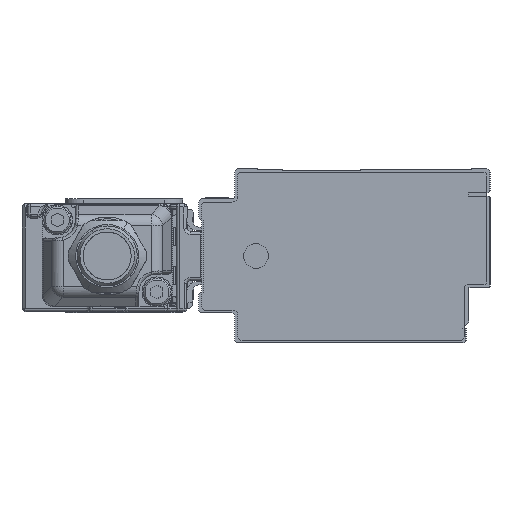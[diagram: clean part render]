
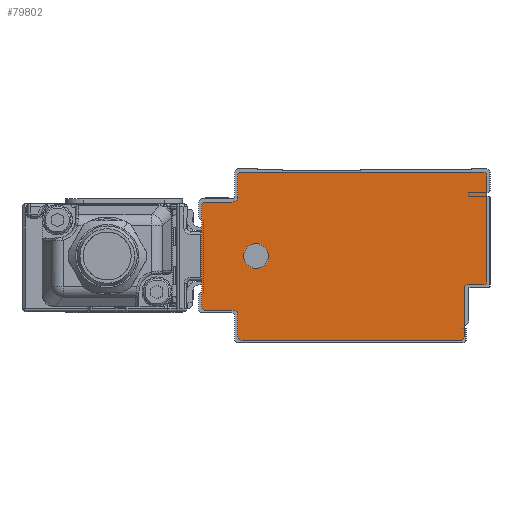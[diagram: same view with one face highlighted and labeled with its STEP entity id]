
A CAD part, left-side view. The second image highlights one B-rep face of the part: STEP entity #79802.
In plain terms, the highlighted planar face has unit normal (-1, 0, 0).
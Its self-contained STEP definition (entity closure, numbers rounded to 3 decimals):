
#78339=AXIS2_PLACEMENT_3D('Circle Axis2P3D',#78337,#78338,$) ;
#78377=AXIS2_PLACEMENT_3D('Circle Axis2P3D',#78375,#78376,$) ;
#78415=AXIS2_PLACEMENT_3D('Circle Axis2P3D',#78413,#78414,$) ;
#78453=AXIS2_PLACEMENT_3D('Circle Axis2P3D',#78451,#78452,$) ;
#79672=AXIS2_PLACEMENT_3D('Circle Axis2P3D',#79670,#79671,$) ;
#79692=AXIS2_PLACEMENT_3D('Plane Axis2P3D',#79689,#79690,#79691) ;
#79696=AXIS2_PLACEMENT_3D('Circle Axis2P3D',#79694,#79695,$) ;
#79710=AXIS2_PLACEMENT_3D('Circle Axis2P3D',#79708,#79709,$) ;
#79724=AXIS2_PLACEMENT_3D('Circle Axis2P3D',#79722,#79723,$) ;
#79738=AXIS2_PLACEMENT_3D('Circle Axis2P3D',#79736,#79737,$) ;
#79752=AXIS2_PLACEMENT_3D('Circle Axis2P3D',#79750,#79751,$) ;
#79786=AXIS2_PLACEMENT_3D('Circle Axis2P3D',#79784,#79785,$) ;
#79795=AXIS2_PLACEMENT_3D('Circle Axis2P3D',#79793,#79794,$) ;
#78295=CARTESIAN_POINT('Line Origine',(-675.5,-3.5,19.1)) ;
#78299=CARTESIAN_POINT('Vertex',(-675.5,-3.5,28.)) ;
#78301=CARTESIAN_POINT('Vertex',(-675.5,-3.5,10.2)) ;
#78337=CARTESIAN_POINT('Axis2P3D Location',(-675.5,-3.,28.)) ;
#78341=CARTESIAN_POINT('Vertex',(-675.5,-3.,28.5)) ;
#78356=CARTESIAN_POINT('Line Origine',(-675.5,17.25,28.5)) ;
#78360=CARTESIAN_POINT('Vertex',(-675.5,37.5,28.5)) ;
#78375=CARTESIAN_POINT('Axis2P3D Location',(-675.5,37.5,28.)) ;
#78379=CARTESIAN_POINT('Vertex',(-675.5,38.,28.)) ;
#78394=CARTESIAN_POINT('Line Origine',(-675.5,38.,26.25)) ;
#78398=CARTESIAN_POINT('Vertex',(-675.5,38.,24.5)) ;
#78413=CARTESIAN_POINT('Axis2P3D Location',(-675.5,39.,24.5)) ;
#78417=CARTESIAN_POINT('Vertex',(-675.5,39.,23.5)) ;
#78432=CARTESIAN_POINT('Line Origine',(-675.5,41.25,23.5)) ;
#78436=CARTESIAN_POINT('Vertex',(-675.5,43.5,23.5)) ;
#78451=CARTESIAN_POINT('Axis2P3D Location',(-675.5,43.5,23.)) ;
#78455=CARTESIAN_POINT('Vertex',(-675.5,44.,23.)) ;
#78470=CARTESIAN_POINT('Line Origine',(-675.5,44.,14.5)) ;
#78474=CARTESIAN_POINT('Vertex',(-675.5,44.,6.)) ;
#79670=CARTESIAN_POINT('Axis2P3D Location',(-675.5,-3.,10.2)) ;
#79674=CARTESIAN_POINT('Vertex',(-675.5,-3.,9.7)) ;
#79689=CARTESIAN_POINT('Axis2P3D Location',(-675.5,0.,0.)) ;
#79694=CARTESIAN_POINT('Axis2P3D Location',(-675.5,43.5,6.)) ;
#79698=CARTESIAN_POINT('Vertex',(-675.5,43.5,5.5)) ;
#79701=CARTESIAN_POINT('Line Origine',(-675.5,41.25,5.5)) ;
#79705=CARTESIAN_POINT('Vertex',(-675.5,39.,5.5)) ;
#79708=CARTESIAN_POINT('Axis2P3D Location',(-675.5,39.,4.5)) ;
#79712=CARTESIAN_POINT('Vertex',(-675.5,38.,4.5)) ;
#79715=CARTESIAN_POINT('Line Origine',(-675.5,38.,2.75)) ;
#79719=CARTESIAN_POINT('Vertex',(-675.5,38.,1.)) ;
#79722=CARTESIAN_POINT('Axis2P3D Location',(-675.5,37.5,1.)) ;
#79726=CARTESIAN_POINT('Vertex',(-675.5,37.5,0.5)) ;
#79729=CARTESIAN_POINT('Line Origine',(-675.5,19.15,0.5)) ;
#79733=CARTESIAN_POINT('Vertex',(-675.5,0.8,0.5)) ;
#79736=CARTESIAN_POINT('Axis2P3D Location',(-675.5,0.8,1.)) ;
#79740=CARTESIAN_POINT('Vertex',(-675.5,0.3,1.)) ;
#79743=CARTESIAN_POINT('Line Origine',(-675.5,0.3,5.1)) ;
#79747=CARTESIAN_POINT('Vertex',(-675.5,0.3,9.2)) ;
#79750=CARTESIAN_POINT('Axis2P3D Location',(-675.5,-0.2,9.2)) ;
#79754=CARTESIAN_POINT('Vertex',(-675.5,-0.2,9.7)) ;
#79757=CARTESIAN_POINT('Line Origine',(-675.5,-1.6,9.7)) ;
#79784=CARTESIAN_POINT('Axis2P3D Location',(-675.5,35.,14.5)) ;
#79788=CARTESIAN_POINT('Vertex',(-675.5,33.186,13.509)) ;
#79790=CARTESIAN_POINT('Vertex',(-675.5,36.814,15.491)) ;
#79793=CARTESIAN_POINT('Axis2P3D Location',(-675.5,35.,14.5)) ;
#78296=DIRECTION('Vector Direction',(0.,0.,-1.)) ;
#78338=DIRECTION('Axis2P3D Direction',(1.,0.,0.)) ;
#78357=DIRECTION('Vector Direction',(0.,1.,0.)) ;
#78376=DIRECTION('Axis2P3D Direction',(1.,0.,0.)) ;
#78395=DIRECTION('Vector Direction',(0.,0.,1.)) ;
#78414=DIRECTION('Axis2P3D Direction',(1.,0.,0.)) ;
#78433=DIRECTION('Vector Direction',(0.,1.,0.)) ;
#78452=DIRECTION('Axis2P3D Direction',(1.,0.,0.)) ;
#78471=DIRECTION('Vector Direction',(0.,0.,1.)) ;
#79671=DIRECTION('Axis2P3D Direction',(1.,0.,0.)) ;
#79690=DIRECTION('Axis2P3D Direction',(1.,0.,0.)) ;
#79691=DIRECTION('Axis2P3D XDirection',(0.,1.,0.)) ;
#79695=DIRECTION('Axis2P3D Direction',(1.,0.,0.)) ;
#79702=DIRECTION('Vector Direction',(0.,-1.,0.)) ;
#79709=DIRECTION('Axis2P3D Direction',(1.,0.,0.)) ;
#79716=DIRECTION('Vector Direction',(0.,0.,1.)) ;
#79723=DIRECTION('Axis2P3D Direction',(1.,0.,0.)) ;
#79730=DIRECTION('Vector Direction',(0.,-1.,0.)) ;
#79737=DIRECTION('Axis2P3D Direction',(1.,0.,0.)) ;
#79744=DIRECTION('Vector Direction',(0.,0.,-1.)) ;
#79751=DIRECTION('Axis2P3D Direction',(1.,0.,0.)) ;
#79758=DIRECTION('Vector Direction',(0.,1.,0.)) ;
#79785=DIRECTION('Axis2P3D Direction',(1.,0.,0.)) ;
#79794=DIRECTION('Axis2P3D Direction',(1.,0.,0.)) ;
#78297=VECTOR('Line Direction',#78296,1.) ;
#78358=VECTOR('Line Direction',#78357,1.) ;
#78396=VECTOR('Line Direction',#78395,1.) ;
#78434=VECTOR('Line Direction',#78433,1.) ;
#78472=VECTOR('Line Direction',#78471,1.) ;
#79703=VECTOR('Line Direction',#79702,1.) ;
#79717=VECTOR('Line Direction',#79716,1.) ;
#79731=VECTOR('Line Direction',#79730,1.) ;
#79745=VECTOR('Line Direction',#79744,1.) ;
#79759=VECTOR('Line Direction',#79758,1.) ;
#79763=ORIENTED_EDGE('',*,*,#78362,.F.) ;
#79764=ORIENTED_EDGE('',*,*,#78381,.F.) ;
#79765=ORIENTED_EDGE('',*,*,#78400,.F.) ;
#79766=ORIENTED_EDGE('',*,*,#78419,.F.) ;
#79767=ORIENTED_EDGE('',*,*,#78438,.F.) ;
#79768=ORIENTED_EDGE('',*,*,#78457,.F.) ;
#79769=ORIENTED_EDGE('',*,*,#78476,.F.) ;
#79770=ORIENTED_EDGE('',*,*,#79700,.F.) ;
#79771=ORIENTED_EDGE('',*,*,#79707,.F.) ;
#79772=ORIENTED_EDGE('',*,*,#79714,.F.) ;
#79773=ORIENTED_EDGE('',*,*,#79721,.F.) ;
#79774=ORIENTED_EDGE('',*,*,#79728,.F.) ;
#79775=ORIENTED_EDGE('',*,*,#79735,.F.) ;
#79776=ORIENTED_EDGE('',*,*,#79742,.F.) ;
#79777=ORIENTED_EDGE('',*,*,#79749,.F.) ;
#79778=ORIENTED_EDGE('',*,*,#79756,.F.) ;
#79779=ORIENTED_EDGE('',*,*,#79761,.F.) ;
#79780=ORIENTED_EDGE('',*,*,#79676,.F.) ;
#79781=ORIENTED_EDGE('',*,*,#78303,.F.) ;
#79782=ORIENTED_EDGE('',*,*,#78343,.F.) ;
#79799=ORIENTED_EDGE('',*,*,#79792,.T.) ;
#79800=ORIENTED_EDGE('',*,*,#79797,.T.) ;
#79801=FACE_BOUND('',#79798,.T.) ;
#79802=ADVANCED_FACE('\X2\FF8EFF9EFF83FF9EFF68FF70\X0\.2',(#79783,#79801),#79693,.F.) ;
#78340=CIRCLE('generated circle',#78339,0.5) ;
#78378=CIRCLE('generated circle',#78377,0.5) ;
#78416=CIRCLE('generated circle',#78415,1.) ;
#78454=CIRCLE('generated circle',#78453,0.5) ;
#79673=CIRCLE('generated circle',#79672,0.5) ;
#79697=CIRCLE('generated circle',#79696,0.5) ;
#79711=CIRCLE('generated circle',#79710,1.) ;
#79725=CIRCLE('generated circle',#79724,0.5) ;
#79739=CIRCLE('generated circle',#79738,0.5) ;
#79753=CIRCLE('generated circle',#79752,0.5) ;
#79787=CIRCLE('generated circle',#79786,2.067) ;
#79796=CIRCLE('generated circle',#79795,2.067) ;
#78303=EDGE_CURVE('',#78300,#78302,#78298,.T.) ;
#78343=EDGE_CURVE('',#78342,#78300,#78340,.T.) ;
#78362=EDGE_CURVE('',#78361,#78342,#78359,.F.) ;
#78381=EDGE_CURVE('',#78380,#78361,#78378,.T.) ;
#78400=EDGE_CURVE('',#78399,#78380,#78397,.T.) ;
#78419=EDGE_CURVE('',#78418,#78399,#78416,.F.) ;
#78438=EDGE_CURVE('',#78437,#78418,#78435,.F.) ;
#78457=EDGE_CURVE('',#78456,#78437,#78454,.T.) ;
#78476=EDGE_CURVE('',#78475,#78456,#78473,.T.) ;
#79676=EDGE_CURVE('',#78302,#79675,#79673,.T.) ;
#79700=EDGE_CURVE('',#79699,#78475,#79697,.T.) ;
#79707=EDGE_CURVE('',#79706,#79699,#79704,.F.) ;
#79714=EDGE_CURVE('',#79713,#79706,#79711,.F.) ;
#79721=EDGE_CURVE('',#79720,#79713,#79718,.T.) ;
#79728=EDGE_CURVE('',#79727,#79720,#79725,.T.) ;
#79735=EDGE_CURVE('',#79734,#79727,#79732,.F.) ;
#79742=EDGE_CURVE('',#79741,#79734,#79739,.T.) ;
#79749=EDGE_CURVE('',#79748,#79741,#79746,.T.) ;
#79756=EDGE_CURVE('',#79755,#79748,#79753,.F.) ;
#79761=EDGE_CURVE('',#79675,#79755,#79760,.T.) ;
#79792=EDGE_CURVE('',#79789,#79791,#79787,.T.) ;
#79797=EDGE_CURVE('',#79791,#79789,#79796,.T.) ;
#79762=EDGE_LOOP('',(#79763,#79764,#79765,#79766,#79767,#79768,#79769,#79770,#79771,#79772,#79773,#79774,#79775,#79776,#79777,#79778,#79779,#79780,#79781,#79782)) ;
#79798=EDGE_LOOP('',(#79799,#79800)) ;
#79783=FACE_OUTER_BOUND('',#79762,.T.) ;
#78298=LINE('Line',#78295,#78297) ;
#78359=LINE('Line',#78356,#78358) ;
#78397=LINE('Line',#78394,#78396) ;
#78435=LINE('Line',#78432,#78434) ;
#78473=LINE('Line',#78470,#78472) ;
#79704=LINE('Line',#79701,#79703) ;
#79718=LINE('Line',#79715,#79717) ;
#79732=LINE('Line',#79729,#79731) ;
#79746=LINE('Line',#79743,#79745) ;
#79760=LINE('Line',#79757,#79759) ;
#79693=PLANE('Plane',#79692) ;
#78300=VERTEX_POINT('',#78299) ;
#78302=VERTEX_POINT('',#78301) ;
#78342=VERTEX_POINT('',#78341) ;
#78361=VERTEX_POINT('',#78360) ;
#78380=VERTEX_POINT('',#78379) ;
#78399=VERTEX_POINT('',#78398) ;
#78418=VERTEX_POINT('',#78417) ;
#78437=VERTEX_POINT('',#78436) ;
#78456=VERTEX_POINT('',#78455) ;
#78475=VERTEX_POINT('',#78474) ;
#79675=VERTEX_POINT('',#79674) ;
#79699=VERTEX_POINT('',#79698) ;
#79706=VERTEX_POINT('',#79705) ;
#79713=VERTEX_POINT('',#79712) ;
#79720=VERTEX_POINT('',#79719) ;
#79727=VERTEX_POINT('',#79726) ;
#79734=VERTEX_POINT('',#79733) ;
#79741=VERTEX_POINT('',#79740) ;
#79748=VERTEX_POINT('',#79747) ;
#79755=VERTEX_POINT('',#79754) ;
#79789=VERTEX_POINT('',#79788) ;
#79791=VERTEX_POINT('',#79790) ;
